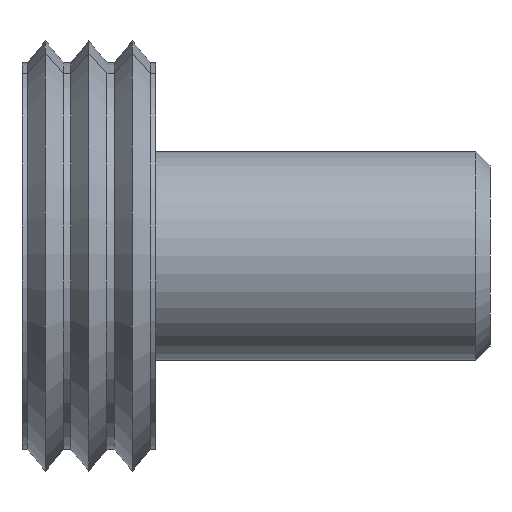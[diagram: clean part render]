
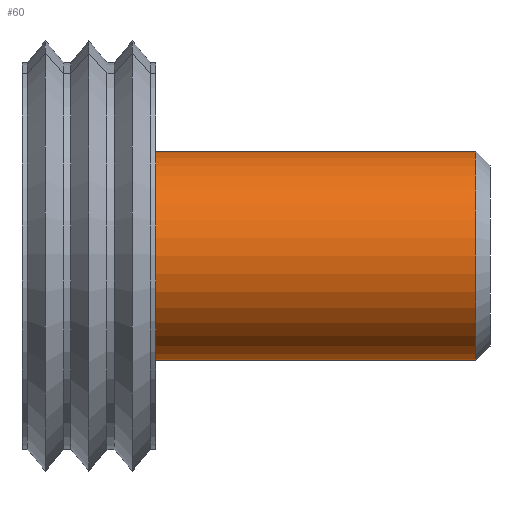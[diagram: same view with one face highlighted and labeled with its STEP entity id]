
A CAD part, left-side view. The second image highlights one B-rep face of the part: STEP entity #60.
In plain terms, the highlighted cylindrical face has radius 5 mm (diameter 10 mm), a partial arc.
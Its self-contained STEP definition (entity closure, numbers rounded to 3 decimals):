
#2 = DIRECTION ( 'NONE',  ( 0., 0., -1. ) ) ;
#31 = ORIENTED_EDGE ( 'NONE', *, *, #986, .T. ) ;
#60 = ADVANCED_FACE ( 'NONE', ( #1160 ), #284, .T. ) ;
#123 = DIRECTION ( 'NONE',  ( 0., 1., 0. ) ) ;
#169 = VECTOR ( 'NONE', #419, 1000. ) ;
#200 = CARTESIAN_POINT ( 'NONE',  ( 1.6, -7.04, -5. ) ) ;
#227 = CARTESIAN_POINT ( 'NONE',  ( 1.6, -15.323, 0. ) ) ;
#272 = EDGE_LOOP ( 'NONE', ( #505, #523, #31, #685 ) ) ;
#284 = CYLINDRICAL_SURFACE ( 'NONE', #1144, 5. ) ;
#331 = VECTOR ( 'NONE', #356, 1000. ) ;
#356 = DIRECTION ( 'NONE',  ( 0., -1., 0. ) ) ;
#419 = DIRECTION ( 'NONE',  ( 0., -1., 0. ) ) ;
#442 = VERTEX_POINT ( 'NONE', #969 ) ;
#449 = CARTESIAN_POINT ( 'NONE',  ( 1.6, -15.323, 5. ) ) ;
#505 = ORIENTED_EDGE ( 'NONE', *, *, #817, .F. ) ;
#523 = ORIENTED_EDGE ( 'NONE', *, *, #1187, .T. ) ;
#526 = CARTESIAN_POINT ( 'NONE',  ( 1.6, 1.92, 5. ) ) ;
#551 = DIRECTION ( 'NONE',  ( 0., -1., 0. ) ) ;
#552 = CARTESIAN_POINT ( 'NONE',  ( 1.6, -7.04, 5. ) ) ;
#592 = LINE ( 'NONE', #200, #169 ) ;
#631 = DIRECTION ( 'NONE',  ( 0., 0., -1. ) ) ;
#640 = CARTESIAN_POINT ( 'NONE',  ( 1.6, 1.92, 0. ) ) ;
#672 = CARTESIAN_POINT ( 'NONE',  ( 1.6, -7.04, 0. ) ) ;
#685 = ORIENTED_EDGE ( 'NONE', *, *, #1070, .T. ) ;
#723 = AXIS2_PLACEMENT_3D ( 'NONE', #227, #123, #989 ) ;
#738 = VERTEX_POINT ( 'NONE', #526 ) ;
#740 = CARTESIAN_POINT ( 'NONE',  ( 1.6, -15.323, -5. ) ) ;
#817 = EDGE_CURVE ( 'NONE', #738, #1130, #1243, .T. ) ;
#969 = CARTESIAN_POINT ( 'NONE',  ( 1.6, 1.92, -5. ) ) ;
#986 = EDGE_CURVE ( 'NONE', #442, #1146, #592, .T. ) ;
#989 = DIRECTION ( 'NONE',  ( 0., 0., -1. ) ) ;
#1070 = EDGE_CURVE ( 'NONE', #1146, #1130, #1138, .T. ) ;
#1090 = CIRCLE ( 'NONE', #1113, 5. ) ;
#1113 = AXIS2_PLACEMENT_3D ( 'NONE', #640, #551, #631 ) ;
#1130 = VERTEX_POINT ( 'NONE', #449 ) ;
#1138 = CIRCLE ( 'NONE', #723, 5. ) ;
#1144 = AXIS2_PLACEMENT_3D ( 'NONE', #672, #1174, #2 ) ;
#1146 = VERTEX_POINT ( 'NONE', #740 ) ;
#1160 = FACE_OUTER_BOUND ( 'NONE', #272, .T. ) ;
#1174 = DIRECTION ( 'NONE',  ( 0., -1., 0. ) ) ;
#1187 = EDGE_CURVE ( 'NONE', #738, #442, #1090, .T. ) ;
#1243 = LINE ( 'NONE', #552, #331 ) ;
